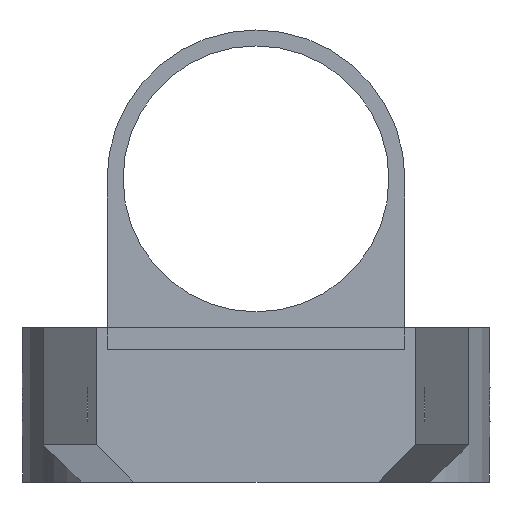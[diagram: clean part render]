
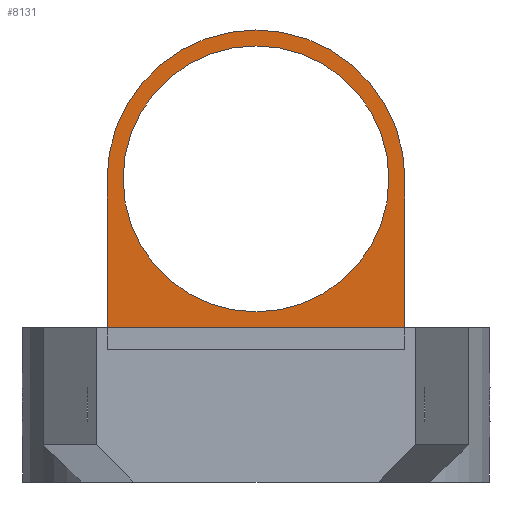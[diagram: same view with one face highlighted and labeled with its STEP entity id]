
A CAD part, front view. The second image highlights one B-rep face of the part: STEP entity #8131.
In plain terms, the highlighted planar face has unit normal (0, -1, 0).
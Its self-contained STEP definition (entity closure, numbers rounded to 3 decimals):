
#286 = VERTEX_POINT('',#287);
#287 = CARTESIAN_POINT('',(-14.,0.,14.5));
#329 = PLANE('',#330);
#330 = AXIS2_PLACEMENT_3D('',#331,#332,#333);
#331 = CARTESIAN_POINT('',(14.,0.,28.5));
#332 = DIRECTION('',(0.,1.,0.));
#333 = DIRECTION('',(0.,0.,1.));
#365 = VERTEX_POINT('',#366);
#366 = CARTESIAN_POINT('',(14.,0.,14.5));
#4508 = PLANE('',#4509);
#4509 = AXIS2_PLACEMENT_3D('',#4510,#4511,#4512);
#4510 = CARTESIAN_POINT('',(14.,0.,12.473));
#4511 = DIRECTION('',(1.,0.,0.));
#4512 = DIRECTION('',(0.,0.,1.));
#4558 = PLANE('',#4559);
#4559 = AXIS2_PLACEMENT_3D('',#4560,#4561,#4562);
#4560 = CARTESIAN_POINT('',(-14.,0.,28.5));
#4561 = DIRECTION('',(-1.,0.,0.));
#4562 = DIRECTION('',(0.,0.,-1.));
#5435 = EDGE_CURVE('',#286,#365,#5436,.T.);
#5436 = SURFACE_CURVE('',#5437,(#5441,#5448),.PCURVE_S1.);
#5437 = LINE('',#5438,#5439);
#5438 = CARTESIAN_POINT('',(-15.,0.,14.5));
#5439 = VECTOR('',#5440,1.);
#5440 = DIRECTION('',(1.,0.,0.));
#5441 = PCURVE('',#329,#5442);
#5442 = DEFINITIONAL_REPRESENTATION('',(#5443),#5447);
#5443 = LINE('',#5444,#5445);
#5444 = CARTESIAN_POINT('',(-14.,-29.));
#5445 = VECTOR('',#5446,1.);
#5446 = DIRECTION('',(0.,1.));
#5447 = ( GEOMETRIC_REPRESENTATION_CONTEXT(2) 
PARAMETRIC_REPRESENTATION_CONTEXT() REPRESENTATION_CONTEXT('2D SPACE',''
  ) );
#5448 = PCURVE('',#5449,#5454);
#5449 = PLANE('',#5450);
#5450 = AXIS2_PLACEMENT_3D('',#5451,#5452,#5453);
#5451 = CARTESIAN_POINT('',(14.,0.,28.5));
#5452 = DIRECTION('',(0.,1.,0.));
#5453 = DIRECTION('',(0.,0.,1.));
#5454 = DEFINITIONAL_REPRESENTATION('',(#5455),#5459);
#5455 = LINE('',#5456,#5457);
#5456 = CARTESIAN_POINT('',(-14.,-29.));
#5457 = VECTOR('',#5458,1.);
#5458 = DIRECTION('',(0.,1.));
#5459 = ( GEOMETRIC_REPRESENTATION_CONTEXT(2) 
PARAMETRIC_REPRESENTATION_CONTEXT() REPRESENTATION_CONTEXT('2D SPACE',''
  ) );
#5723 = EDGE_CURVE('',#5724,#286,#5726,.T.);
#5724 = VERTEX_POINT('',#5725);
#5725 = CARTESIAN_POINT('',(-14.,0.,28.5));
#5726 = SURFACE_CURVE('',#5727,(#5731,#5738),.PCURVE_S1.);
#5727 = LINE('',#5728,#5729);
#5728 = CARTESIAN_POINT('',(-14.,0.,28.5));
#5729 = VECTOR('',#5730,1.);
#5730 = DIRECTION('',(0.,0.,-1.));
#5731 = PCURVE('',#4558,#5732);
#5732 = DEFINITIONAL_REPRESENTATION('',(#5733),#5737);
#5733 = LINE('',#5734,#5735);
#5734 = CARTESIAN_POINT('',(0.,0.));
#5735 = VECTOR('',#5736,1.);
#5736 = DIRECTION('',(1.,0.));
#5737 = ( GEOMETRIC_REPRESENTATION_CONTEXT(2) 
PARAMETRIC_REPRESENTATION_CONTEXT() REPRESENTATION_CONTEXT('2D SPACE',''
  ) );
#5738 = PCURVE('',#5449,#5739);
#5739 = DEFINITIONAL_REPRESENTATION('',(#5740),#5744);
#5740 = LINE('',#5741,#5742);
#5741 = CARTESIAN_POINT('',(0.,-28.));
#5742 = VECTOR('',#5743,1.);
#5743 = DIRECTION('',(-1.,0.));
#5744 = ( GEOMETRIC_REPRESENTATION_CONTEXT(2) 
PARAMETRIC_REPRESENTATION_CONTEXT() REPRESENTATION_CONTEXT('2D SPACE',''
  ) );
#5762 = CYLINDRICAL_SURFACE('',#5763,14.);
#5763 = AXIS2_PLACEMENT_3D('',#5764,#5765,#5766);
#5764 = CARTESIAN_POINT('',(0.,0.,
    28.5));
#5765 = DIRECTION('',(0.,-1.,0.));
#5766 = DIRECTION('',(1.,0.,0.));
#5873 = CYLINDRICAL_SURFACE('',#5874,12.5);
#5874 = AXIS2_PLACEMENT_3D('',#5875,#5876,#5877);
#5875 = CARTESIAN_POINT('',(0.,0.,
    28.5));
#5876 = DIRECTION('',(0.,-1.,0.));
#5877 = DIRECTION('',(1.,0.,0.));
#5888 = EDGE_CURVE('',#365,#5889,#5891,.T.);
#5889 = VERTEX_POINT('',#5890);
#5890 = CARTESIAN_POINT('',(14.,0.,28.5));
#5891 = SURFACE_CURVE('',#5892,(#5896,#5903),.PCURVE_S1.);
#5892 = LINE('',#5893,#5894);
#5893 = CARTESIAN_POINT('',(14.,0.,12.473));
#5894 = VECTOR('',#5895,1.);
#5895 = DIRECTION('',(0.,0.,1.));
#5896 = PCURVE('',#4508,#5897);
#5897 = DEFINITIONAL_REPRESENTATION('',(#5898),#5902);
#5898 = LINE('',#5899,#5900);
#5899 = CARTESIAN_POINT('',(0.,0.));
#5900 = VECTOR('',#5901,1.);
#5901 = DIRECTION('',(1.,0.));
#5902 = ( GEOMETRIC_REPRESENTATION_CONTEXT(2) 
PARAMETRIC_REPRESENTATION_CONTEXT() REPRESENTATION_CONTEXT('2D SPACE',''
  ) );
#5903 = PCURVE('',#5449,#5904);
#5904 = DEFINITIONAL_REPRESENTATION('',(#5905),#5909);
#5905 = LINE('',#5906,#5907);
#5906 = CARTESIAN_POINT('',(-16.027,0.));
#5907 = VECTOR('',#5908,1.);
#5908 = DIRECTION('',(1.,0.));
#5909 = ( GEOMETRIC_REPRESENTATION_CONTEXT(2) 
PARAMETRIC_REPRESENTATION_CONTEXT() REPRESENTATION_CONTEXT('2D SPACE',''
  ) );
#8131 = ADVANCED_FACE('',(#8132,#8163),#5449,.F.);
#8132 = FACE_BOUND('',#8133,.F.);
#8133 = EDGE_LOOP('',(#8134,#8160,#8161,#8162));
#8134 = ORIENTED_EDGE('',*,*,#8135,.F.);
#8135 = EDGE_CURVE('',#5889,#5724,#8136,.T.);
#8136 = SURFACE_CURVE('',#8137,(#8142,#8153),.PCURVE_S1.);
#8137 = CIRCLE('',#8138,14.);
#8138 = AXIS2_PLACEMENT_3D('',#8139,#8140,#8141);
#8139 = CARTESIAN_POINT('',(0.,0.,
    28.5));
#8140 = DIRECTION('',(0.,-1.,0.));
#8141 = DIRECTION('',(1.,0.,0.));
#8142 = PCURVE('',#5449,#8143);
#8143 = DEFINITIONAL_REPRESENTATION('',(#8144),#8152);
#8144 = ( BOUNDED_CURVE() B_SPLINE_CURVE(2,(#8145,#8146,#8147,#8148,
#8149,#8150,#8151),.UNSPECIFIED.,.F.,.F.) B_SPLINE_CURVE_WITH_KNOTS((1,2
    ,2,2,2,1),(-2.094,0.,2.094,4.189,
6.283,8.378),.UNSPECIFIED.) CURVE() 
GEOMETRIC_REPRESENTATION_ITEM() RATIONAL_B_SPLINE_CURVE((1.,0.5,1.,0.5,
1.,0.5,1.)) REPRESENTATION_ITEM('') );
#8145 = CARTESIAN_POINT('',(0.,0.));
#8146 = CARTESIAN_POINT('',(24.249,0.));
#8147 = CARTESIAN_POINT('',(12.124,-21.));
#8148 = CARTESIAN_POINT('',(0.,-42.));
#8149 = CARTESIAN_POINT('',(-12.124,-21.));
#8150 = CARTESIAN_POINT('',(-24.249,0.));
#8151 = CARTESIAN_POINT('',(0.,0.));
#8152 = ( GEOMETRIC_REPRESENTATION_CONTEXT(2) 
PARAMETRIC_REPRESENTATION_CONTEXT() REPRESENTATION_CONTEXT('2D SPACE',''
  ) );
#8153 = PCURVE('',#5762,#8154);
#8154 = DEFINITIONAL_REPRESENTATION('',(#8155),#8159);
#8155 = LINE('',#8156,#8157);
#8156 = CARTESIAN_POINT('',(0.,0.));
#8157 = VECTOR('',#8158,1.);
#8158 = DIRECTION('',(1.,0.));
#8159 = ( GEOMETRIC_REPRESENTATION_CONTEXT(2) 
PARAMETRIC_REPRESENTATION_CONTEXT() REPRESENTATION_CONTEXT('2D SPACE',''
  ) );
#8160 = ORIENTED_EDGE('',*,*,#5888,.F.);
#8161 = ORIENTED_EDGE('',*,*,#5435,.F.);
#8162 = ORIENTED_EDGE('',*,*,#5723,.F.);
#8163 = FACE_BOUND('',#8164,.F.);
#8164 = EDGE_LOOP('',(#8165));
#8165 = ORIENTED_EDGE('',*,*,#8166,.T.);
#8166 = EDGE_CURVE('',#8167,#8167,#8169,.T.);
#8167 = VERTEX_POINT('',#8168);
#8168 = CARTESIAN_POINT('',(12.5,0.,28.5));
#8169 = SURFACE_CURVE('',#8170,(#8175,#8186),.PCURVE_S1.);
#8170 = CIRCLE('',#8171,12.5);
#8171 = AXIS2_PLACEMENT_3D('',#8172,#8173,#8174);
#8172 = CARTESIAN_POINT('',(0.,0.,
    28.5));
#8173 = DIRECTION('',(0.,-1.,0.));
#8174 = DIRECTION('',(1.,0.,0.));
#8175 = PCURVE('',#5449,#8176);
#8176 = DEFINITIONAL_REPRESENTATION('',(#8177),#8185);
#8177 = ( BOUNDED_CURVE() B_SPLINE_CURVE(2,(#8178,#8179,#8180,#8181,
#8182,#8183,#8184),.UNSPECIFIED.,.F.,.F.) B_SPLINE_CURVE_WITH_KNOTS((1,2
    ,2,2,2,1),(-2.094,0.,2.094,4.189,
6.283,8.378),.UNSPECIFIED.) CURVE() 
GEOMETRIC_REPRESENTATION_ITEM() RATIONAL_B_SPLINE_CURVE((1.,0.5,1.,0.5,
1.,0.5,1.)) REPRESENTATION_ITEM('') );
#8178 = CARTESIAN_POINT('',(0.,-1.5));
#8179 = CARTESIAN_POINT('',(21.651,-1.5));
#8180 = CARTESIAN_POINT('',(10.825,-20.25));
#8181 = CARTESIAN_POINT('',(0.,-39.));
#8182 = CARTESIAN_POINT('',(-10.825,-20.25));
#8183 = CARTESIAN_POINT('',(-21.651,-1.5));
#8184 = CARTESIAN_POINT('',(0.,-1.5));
#8185 = ( GEOMETRIC_REPRESENTATION_CONTEXT(2) 
PARAMETRIC_REPRESENTATION_CONTEXT() REPRESENTATION_CONTEXT('2D SPACE',''
  ) );
#8186 = PCURVE('',#5873,#8187);
#8187 = DEFINITIONAL_REPRESENTATION('',(#8188),#8192);
#8188 = LINE('',#8189,#8190);
#8189 = CARTESIAN_POINT('',(0.,0.));
#8190 = VECTOR('',#8191,1.);
#8191 = DIRECTION('',(1.,0.));
#8192 = ( GEOMETRIC_REPRESENTATION_CONTEXT(2) 
PARAMETRIC_REPRESENTATION_CONTEXT() REPRESENTATION_CONTEXT('2D SPACE',''
  ) );
